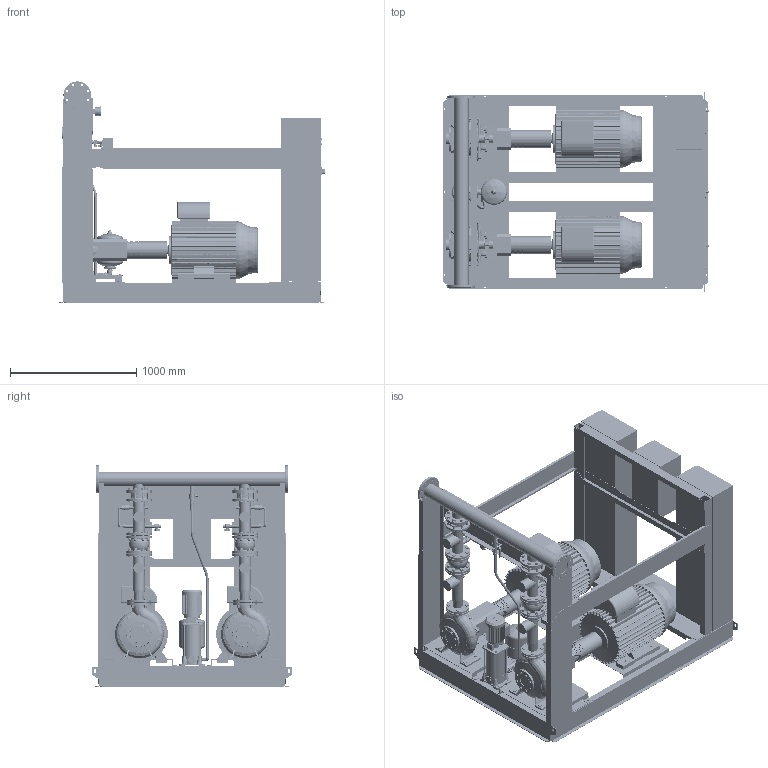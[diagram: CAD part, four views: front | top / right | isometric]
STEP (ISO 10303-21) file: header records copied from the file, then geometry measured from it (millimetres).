
FILE_DESCRIPTION((''),'2;1');
FILE_NAME('3d_Sifire-EN-65_250-252-45_45_1.1EEJ-4183962.stp','2015-05-25T14:42:02',(''),(''),'Mechanical Desktop 2009','Mechanical Desktop 2009',', , ');
FILE_SCHEMA(('CONFIG_CONTROL_DESIGN'));
Length unit declared in the file: millimetre
Products named in the file (1): Product
Bounding box: 2105.5 x 1582 x 1750 mm (x, y, z)
Volume: 678701752.5 mm3; surface area: 39984848.9 mm2
Topology: 295 solids, 295 shells, 7002 faces, 16833 edges, 10607 vertices
Faces by surface type: plane 2456, bspline 2172, cylinder 1376, cone 812, torus 148, sphere 38
Entity records: 225706 total; most frequent: CARTESIAN_POINT 73387, ORIENTED_EDGE 33602, DIRECTION 28855, EDGE_CURVE 16801, VERTEX_POINT 10605, AXIS2_PLACEMENT_3D 10190, VECTOR 8475, LINE 8475
